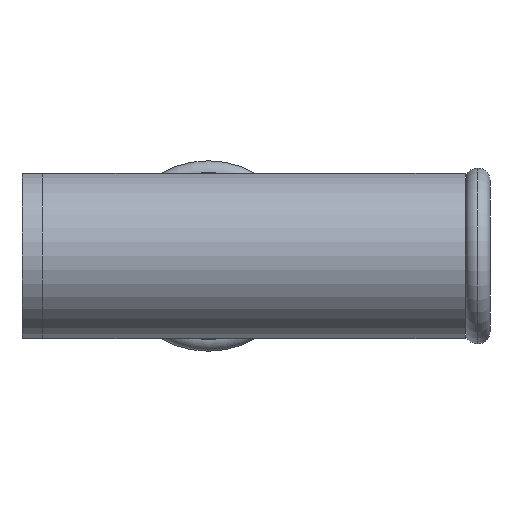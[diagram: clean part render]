
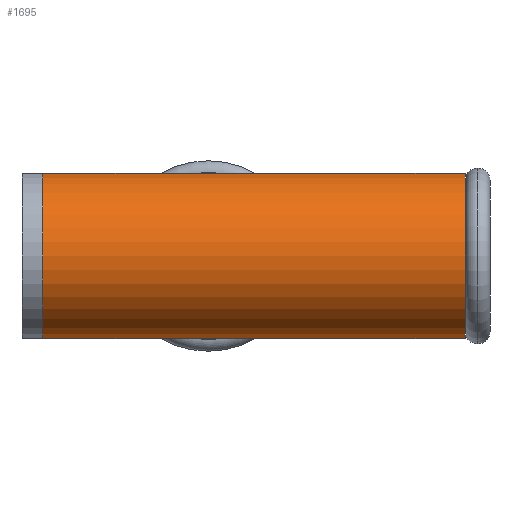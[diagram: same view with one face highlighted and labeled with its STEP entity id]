
A CAD part, left-side view. The second image highlights one B-rep face of the part: STEP entity #1695.
In plain terms, the highlighted cylindrical face has radius 10 mm (diameter 20 mm), a full revolution.
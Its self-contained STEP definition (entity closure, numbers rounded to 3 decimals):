
#14 = VERTEX_POINT ( 'NONE', #2492 ) ;
#91 = EDGE_CURVE ( 'NONE', #14, #2244, #2175, .T. ) ;
#252 = CARTESIAN_POINT ( 'NONE',  ( -113., -31., 10. ) ) ;
#266 = CYLINDRICAL_SURFACE ( 'NONE', #2537, 10. ) ;
#284 = CARTESIAN_POINT ( 'NONE',  ( -113., 0., -10. ) ) ;
#308 = DIRECTION ( 'NONE',  ( 0., 1., 0. ) ) ;
#334 = EDGE_CURVE ( 'NONE', #2244, #14, #1668, .T. ) ;
#365 = ORIENTED_EDGE ( 'NONE', *, *, #524, .F. ) ;
#524 = EDGE_CURVE ( 'NONE', #2541, #2541, #1659, .T. ) ;
#624 = CARTESIAN_POINT ( 'NONE',  ( -113., 0., -10. ) ) ;
#676 = CARTESIAN_POINT ( 'NONE',  ( -93., 20., 10. ) ) ;
#764 = CARTESIAN_POINT ( 'NONE',  ( -113., -31., 0. ) ) ;
#847 = CIRCLE ( 'NONE', #1221, 10. ) ;
#871 = AXIS2_PLACEMENT_3D ( 'NONE', #916, #308, #1906 ) ;
#912 = DIRECTION ( 'NONE',  ( 0., 0., 1. ) ) ;
#916 = CARTESIAN_POINT ( 'NONE',  ( -113., 20., 0. ) ) ;
#974 = CARTESIAN_POINT ( 'NONE',  ( -113., 20., 10. ) ) ;
#1051 = CARTESIAN_POINT ( 'NONE',  ( -113., -31., 0. ) ) ;
#1066 = VERTEX_POINT ( 'NONE', #252 ) ;
#1173 = CARTESIAN_POINT ( 'NONE',  ( -93., -20., -10. ) ) ;
#1221 = AXIS2_PLACEMENT_3D ( 'NONE', #764, #2325, #912 ) ;
#1256 = CARTESIAN_POINT ( 'NONE',  ( -93., 20., -10. ) ) ;
#1312 = EDGE_LOOP ( 'NONE', ( #365 ) ) ;
#1362 = EDGE_LOOP ( 'NONE', ( #2334, #2164 ) ) ;
#1448 = FACE_OUTER_BOUND ( 'NONE', #1312, .T. ) ;
#1450 = CARTESIAN_POINT ( 'NONE',  ( -113., 0., 10. ) ) ;
#1654 = DIRECTION ( 'NONE',  ( 0., 0., 1. ) ) ;
#1659 = CIRCLE ( 'NONE', #871, 10. ) ;
#1668 =( BOUNDED_CURVE ( )  B_SPLINE_CURVE ( 3, ( #284, #1256, #676, #1450 ),
 .UNSPECIFIED., .F., .T. ) 
 B_SPLINE_CURVE_WITH_KNOTS ( ( 4, 4 ),
 ( 4.712, 7.854 ),
 .UNSPECIFIED. ) 
 CURVE ( )  GEOMETRIC_REPRESENTATION_ITEM ( )  RATIONAL_B_SPLINE_CURVE ( ( 1., 0.333, 0.333, 1. ) ) 
 REPRESENTATION_ITEM ( '' )  );
#1695 = ADVANCED_FACE ( 'NONE', ( #1448, #2234, #2035 ), #266, .T. ) ;
#1765 = ORIENTED_EDGE ( 'NONE', *, *, #2134, .T. ) ;
#1844 = DIRECTION ( 'NONE',  ( 0., 1., 0. ) ) ;
#1906 = DIRECTION ( 'NONE',  ( 0., 0., 1. ) ) ;
#2035 = FACE_BOUND ( 'NONE', #1362, .T. ) ;
#2054 = CARTESIAN_POINT ( 'NONE',  ( -113., 0., -10. ) ) ;
#2134 = EDGE_CURVE ( 'NONE', #1066, #1066, #847, .T. ) ;
#2164 = ORIENTED_EDGE ( 'NONE', *, *, #334, .F. ) ;
#2175 =( BOUNDED_CURVE ( )  B_SPLINE_CURVE ( 3, ( #2200, #2352, #1173, #624 ),
 .UNSPECIFIED., .F., .T. ) 
 B_SPLINE_CURVE_WITH_KNOTS ( ( 4, 4 ),
 ( 4.712, 7.854 ),
 .UNSPECIFIED. ) 
 CURVE ( )  GEOMETRIC_REPRESENTATION_ITEM ( )  RATIONAL_B_SPLINE_CURVE ( ( 1., 0.333, 0.333, 1. ) ) 
 REPRESENTATION_ITEM ( '' )  );
#2200 = CARTESIAN_POINT ( 'NONE',  ( -113., 0., 10. ) ) ;
#2234 = FACE_OUTER_BOUND ( 'NONE', #2506, .T. ) ;
#2244 = VERTEX_POINT ( 'NONE', #2054 ) ;
#2325 = DIRECTION ( 'NONE',  ( 0., 1., 0. ) ) ;
#2334 = ORIENTED_EDGE ( 'NONE', *, *, #91, .F. ) ;
#2352 = CARTESIAN_POINT ( 'NONE',  ( -93., -20., 10. ) ) ;
#2492 = CARTESIAN_POINT ( 'NONE',  ( -113., 0., 10. ) ) ;
#2506 = EDGE_LOOP ( 'NONE', ( #1765 ) ) ;
#2537 = AXIS2_PLACEMENT_3D ( 'NONE', #1051, #1844, #1654 ) ;
#2541 = VERTEX_POINT ( 'NONE', #974 ) ;
